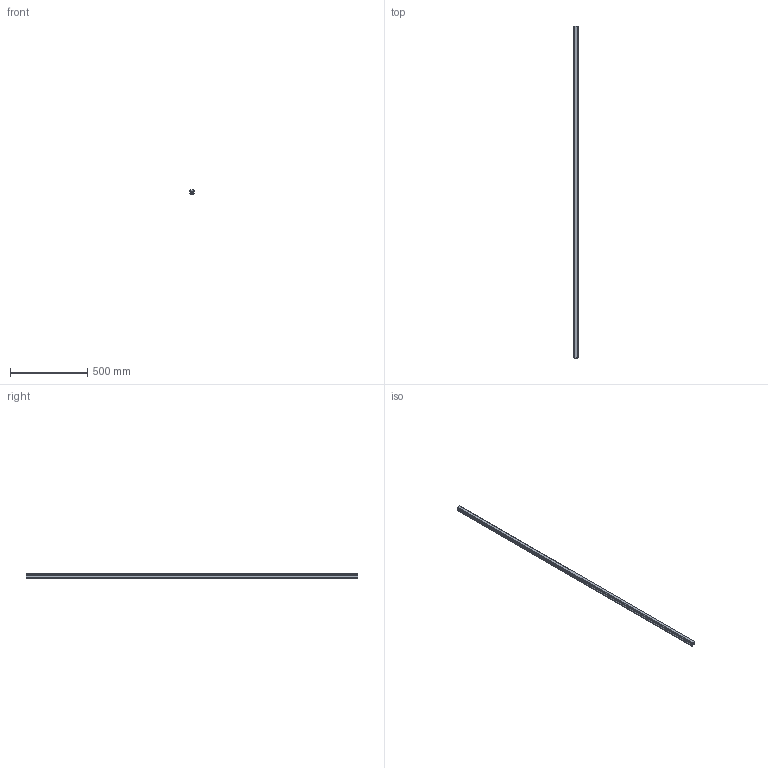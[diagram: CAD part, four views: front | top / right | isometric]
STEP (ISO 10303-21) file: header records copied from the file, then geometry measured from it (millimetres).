
FILE_DESCRIPTION(('STEP AP214'),'1');
FILE_NAME('cctmp_1B65E371-BD56-43C8-80F8-CD7751C4F4E2_2021_01_26_14_56_49_0537..stp','2021-01-26T13:56:49',('HIWIN GmbH'),('CADClick - www.CADClick.com'),'Spatial InterOp 3D',' ','unknown authorization');
FILE_SCHEMA(('AUTOMOTIVE_DESIGN'));
Length unit declared in the file: millimetre
Products named in the file (1): HGR30T2150C_FILE
Bounding box: 28 x 2150 x 26 mm (x, y, z)
Volume: 1304190.3 mm3; surface area: 247717.5 mm2
Topology: 1 solids, 1 shells, 223 faces, 597 edges, 353 vertices
Faces by surface type: plane 93, cylinder 76, cone 54
Entity records: 8321 total; most frequent: DIRECTION 1143, CARTESIAN_POINT 1120, ORIENTED_EDGE 1086, EDGE_CURVE 543, LINE 391, VECTOR 391, AXIS2_PLACEMENT_3D 376, VERTEX_POINT 353
